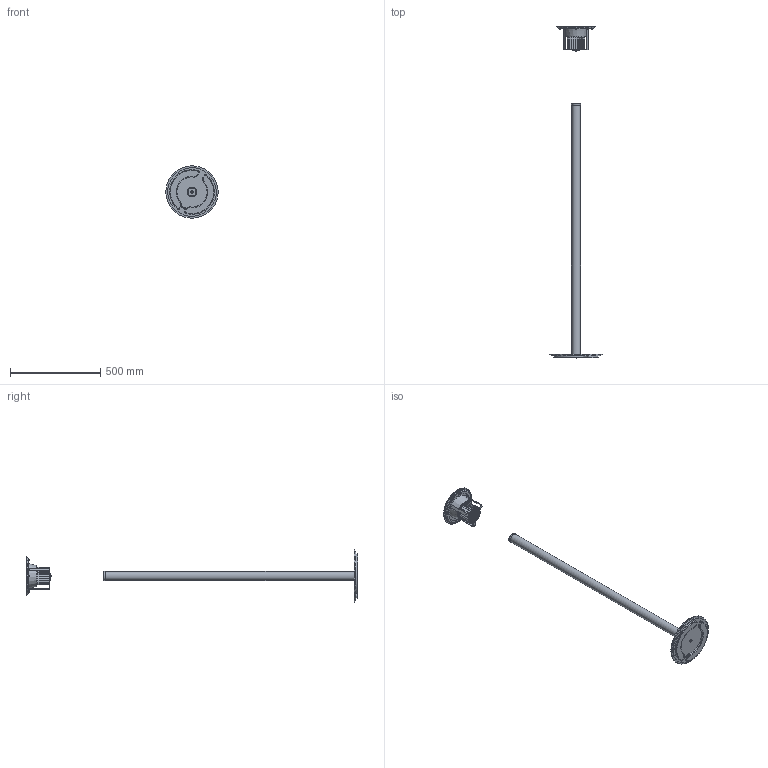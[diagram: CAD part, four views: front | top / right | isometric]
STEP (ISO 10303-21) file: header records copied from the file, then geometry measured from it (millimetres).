
FILE_DESCRIPTION(/* description */ (''),/* implementation_level */ '2;1');
FILE_NAME(/* name */ 'F425930350BIWL.stp',/* time_stamp */ '2020-01-15T14:55:44+01:00',/* author */ ('sghezzi'),/* organization */ (''),/* preprocessor_version */ 'ST-DEVELOPER v17.2',/* originating_system */ 'Autodesk Inventor 2019',/* authorisation */ '');
FILE_SCHEMA (('AUTOMOTIVE_DESIGN { 1 0 10303 214 3 1 1 }'));
Products named in the file (25): F425930350BIWL; 007425986; 007425969; 007425979; 007425999; 003425910; 007425900; 003425900; 005429150; 007429100; 007425910; 006600289; 006441630; 003425920; 061013000; 006365500; 060009000; 064004000; 007310205; 006425945; 005414399; 005302602; 009425920; 005447660; 006600265
Assembly tree (39 placements, depth 3):
  F425930350BIWL
    007425986
      007425969
      007425979
      007425999  x2
    003425910
    007425900
    003425900  x2
    005429150
    007429100
    007425910
    006600289  x3
    006441630
    006365500  x3
    060009000  x3
    003425920
    061013000
    064004000
    007310205  x2
    006425945  x4
    005414399
    005302602
    009425920
    005447660  x2
    006600265  x3
Bounding box: 289.88 x 1840.5 x 289.88 mm (x, y, z)
Volume: 2388261 mm3; surface area: 1481194.2 mm2
Topology: 64 solids, 64 shells, 3225 faces, 8483 edges, 5686 vertices
Faces by surface type: plane 2051, cylinder 956, bspline 190, cone 16, torus 12
Full cylindrical faces by diameter (mm): 0.337 x2, 0.538 x2, 1.35 x2, 2 x2, 2.3 x2, 2.459 x6, 3 x7, 3.242 x6, 3.3 x2, 3.7 x2, 4 x10, 4.2 x2, 4.5 x3, 5 x11, 5.5 x3, 6 x3, 6.7 x1, 7 x8, 8.376 x3, 9.5 x1, 10 x3, 10.2 x2, 10.5 x3, 12 x4, 14 x3, 19.5 x1, 25 x1, 44 x1, 50 x1, 52.7 x1
Entity records: 111969 total; most frequent: CARTESIAN_POINT 34727, ORIENTED_EDGE 15958, DIRECTION 15288, EDGE_CURVE 7979, LINE 5662, VECTOR 5662, VERTEX_POINT 5354, AXIS2_PLACEMENT_3D 4813
